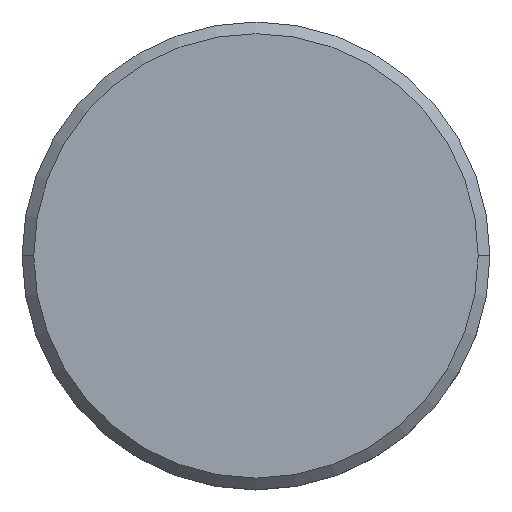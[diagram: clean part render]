
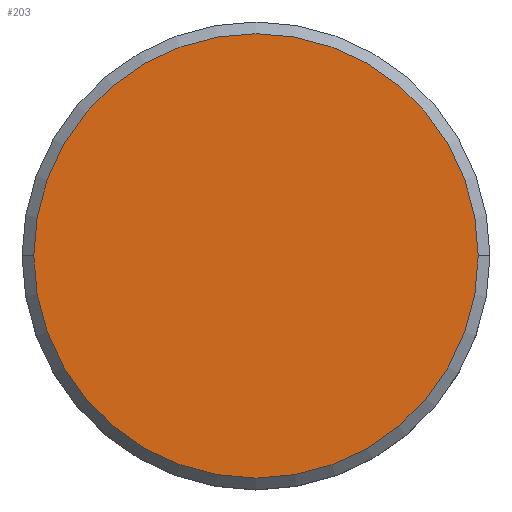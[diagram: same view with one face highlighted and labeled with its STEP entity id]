
A CAD part, top view. The second image highlights one B-rep face of the part: STEP entity #203.
In plain terms, the highlighted planar face has unit normal (0, 0, 1).
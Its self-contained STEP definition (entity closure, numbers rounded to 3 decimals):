
#18 = DIRECTION ( 'NONE',  ( 1., 0., 0. ) ) ;
#154 = ORIENTED_EDGE ( 'NONE', *, *, #525, .T. ) ;
#166 = DIRECTION ( 'NONE',  ( 1., 0., 0. ) ) ;
#203 = ADVANCED_FACE ( 'NONE', ( #333 ), #529, .T. ) ;
#214 = DIRECTION ( 'NONE',  ( 0., 0., 1. ) ) ;
#215 = AXIS2_PLACEMENT_3D ( 'NONE', #498, #214, #166 ) ;
#229 = AXIS2_PLACEMENT_3D ( 'NONE', #231, #375, #466 ) ;
#231 = CARTESIAN_POINT ( 'NONE',  ( 0., 0., 0. ) ) ;
#242 = CARTESIAN_POINT ( 'NONE',  ( 0., 0., 0. ) ) ;
#263 = ORIENTED_EDGE ( 'NONE', *, *, #281, .T. ) ;
#281 = EDGE_CURVE ( 'NONE', #309, #446, #486, .T. ) ;
#309 = VERTEX_POINT ( 'NONE', #447 ) ;
#323 = CARTESIAN_POINT ( 'NONE',  ( 9.5, 0., 0. ) ) ;
#328 = CIRCLE ( 'NONE', #229, 9.5 ) ;
#333 = FACE_OUTER_BOUND ( 'NONE', #547, .T. ) ;
#366 = AXIS2_PLACEMENT_3D ( 'NONE', #242, #425, #18 ) ;
#375 = DIRECTION ( 'NONE',  ( 0., 0., 1. ) ) ;
#425 = DIRECTION ( 'NONE',  ( 0., 0., 1. ) ) ;
#446 = VERTEX_POINT ( 'NONE', #323 ) ;
#447 = CARTESIAN_POINT ( 'NONE',  ( -9.5, 0., 0. ) ) ;
#466 = DIRECTION ( 'NONE',  ( 1., 0., 0. ) ) ;
#486 = CIRCLE ( 'NONE', #215, 9.5 ) ;
#498 = CARTESIAN_POINT ( 'NONE',  ( 0., 0., 0. ) ) ;
#525 = EDGE_CURVE ( 'NONE', #446, #309, #328, .T. ) ;
#529 = PLANE ( 'NONE',  #366 ) ;
#547 = EDGE_LOOP ( 'NONE', ( #263, #154 ) ) ;
